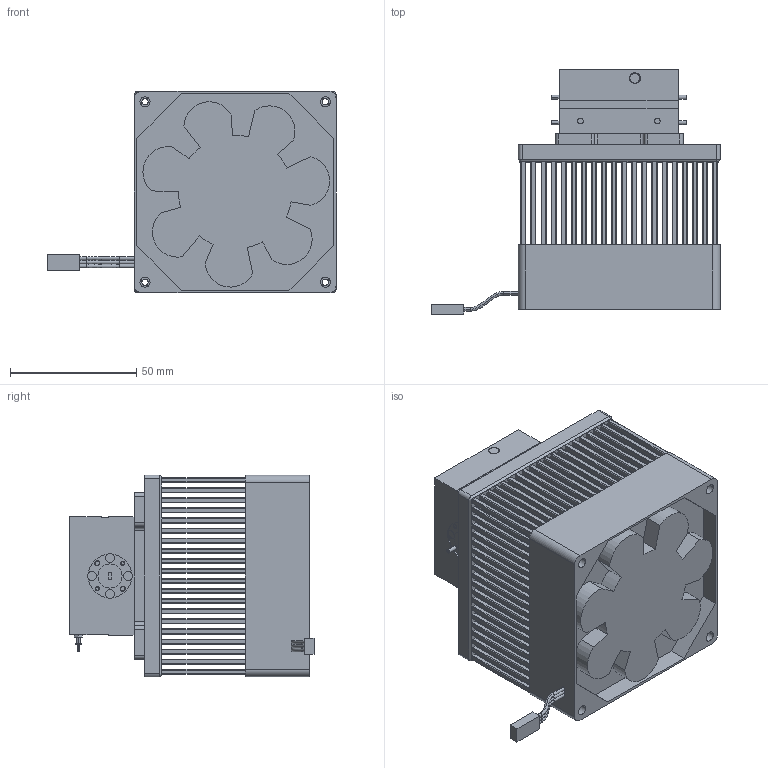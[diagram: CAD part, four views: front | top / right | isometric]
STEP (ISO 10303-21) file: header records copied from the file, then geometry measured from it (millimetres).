
FILE_DESCRIPTION (( 'STEP AP203' ), '1' );
FILE_NAME ('SBP-8839631225-1010-C1-HR.STEP', '2024-11-26T23:22:12', ( '' ), ( '' ), 'SwSTEP 2.0', 'SolidWorks 2021', '' );
FILE_SCHEMA (( 'CONFIG_CONTROL_DESIGN' ));
Length unit declared in the file: inch
Products named in the file (1): SBP-8839631225-1010-C1-HR
Bounding box: 114.26 x 96.77 x 80 mm (x, y, z)
Volume: 305915.9 mm3; surface area: 149005.4 mm2
Topology: 2 solids, 16 shells, 4350 faces, 11492 edges, 7616 vertices
Faces by surface type: plane 2269, cylinder 1945, cone 112, bspline 24
Entity records: 139629 total; most frequent: CARTESIAN_POINT 28925, DIRECTION 23538, ORIENTED_EDGE 22968, EDGE_CURVE 11484, AXIS2_PLACEMENT_3D 8123, VERTEX_POINT 7616, VECTOR 7292, LINE 7292
